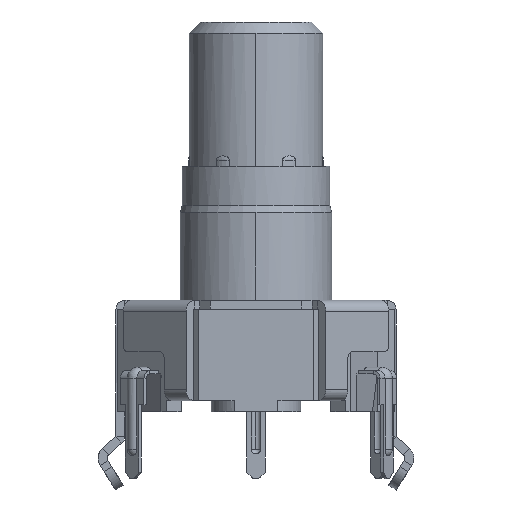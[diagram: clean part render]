
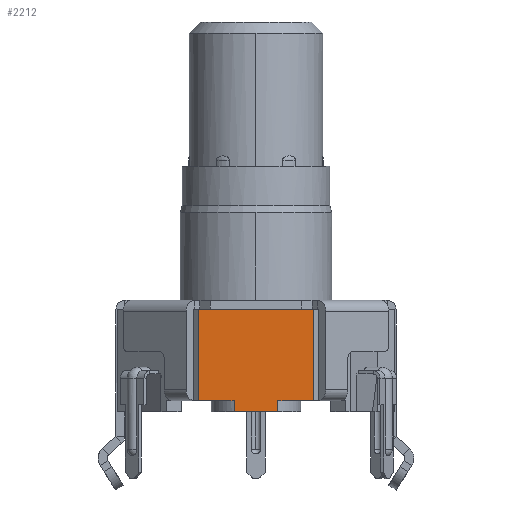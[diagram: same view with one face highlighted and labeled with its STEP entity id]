
A CAD part, front view. The second image highlights one B-rep face of the part: STEP entity #2212.
In plain terms, the highlighted planar face has unit normal (0, -1, 0).
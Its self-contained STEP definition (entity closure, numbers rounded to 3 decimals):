
#2132 = EDGE_CURVE ( 'NONE', #2168, #2133, #10557, .T. ) ;
#2133 = VERTEX_POINT ( 'NONE', #10606 ) ;
#2155 = VERTEX_POINT ( 'NONE', #10664 ) ;
#2157 = EDGE_CURVE ( 'NONE', #2155, #2158, #10659, .T. ) ;
#2158 = VERTEX_POINT ( 'NONE', #10655 ) ;
#2167 = EDGE_CURVE ( 'NONE', #2158, #2168, #10689, .T. ) ;
#2168 = VERTEX_POINT ( 'NONE', #10685 ) ;
#2212 = ADVANCED_FACE ( 'NONE', ( #10781 ), #10808, .F. ) ;
#2213 = EDGE_LOOP ( 'NONE', ( #2214, #2218, #2221, #2224, #2287, #2288, #2289, #2290 ) ) ;
#2214 = ORIENTED_EDGE ( 'NONE', *, *, #2215, .F. ) ;
#2215 = EDGE_CURVE ( 'NONE', #2216, #2217, #10870, .T. ) ;
#2216 = VERTEX_POINT ( 'NONE', #10866 ) ;
#2217 = VERTEX_POINT ( 'NONE', #10865 ) ;
#2218 = ORIENTED_EDGE ( 'NONE', *, *, #2219, .F. ) ;
#2219 = EDGE_CURVE ( 'NONE', #2220, #2216, #10864, .T. ) ;
#2220 = VERTEX_POINT ( 'NONE', #10860 ) ;
#2221 = ORIENTED_EDGE ( 'NONE', *, *, #2222, .F. ) ;
#2222 = EDGE_CURVE ( 'NONE', #2223, #2220, #10859, .T. ) ;
#2223 = VERTEX_POINT ( 'NONE', #10855 ) ;
#2224 = ORIENTED_EDGE ( 'NONE', *, *, #2225, .F. ) ;
#2225 = EDGE_CURVE ( 'NONE', #2133, #2223, #10853, .T. ) ;
#2287 = ORIENTED_EDGE ( 'NONE', *, *, #2132, .F. ) ;
#2288 = ORIENTED_EDGE ( 'NONE', *, *, #2167, .F. ) ;
#2289 = ORIENTED_EDGE ( 'NONE', *, *, #2157, .F. ) ;
#2290 = ORIENTED_EDGE ( 'NONE', *, *, #2291, .F. ) ;
#2291 = EDGE_CURVE ( 'NONE', #2217, #2155, #10973, .T. ) ;
#10556 = CARTESIAN_POINT ( 'NONE',  ( -2.565, -5.85, -4.6 ) ) ;
#10557 = LINE ( 'NONE', #10556, #10608 ) ;
#10584 = DIRECTION ( 'NONE',  ( 0., 1., 0. ) ) ;
#10606 = CARTESIAN_POINT ( 'NONE',  ( -2.565, -5.85, -0.5 ) ) ;
#10607 = DIRECTION ( 'NONE',  ( 0., 0., 1. ) ) ;
#10608 = VECTOR ( 'NONE', #10607, 1000. ) ;
#10655 = CARTESIAN_POINT ( 'NONE',  ( 2.565, -5.85, -4.6 ) ) ;
#10656 = DIRECTION ( 'NONE',  ( 0., 0., -1. ) ) ;
#10657 = VECTOR ( 'NONE', #10656, 1000. ) ;
#10658 = CARTESIAN_POINT ( 'NONE',  ( 2.565, -5.85, -4.6 ) ) ;
#10659 = LINE ( 'NONE', #10658, #10657 ) ;
#10664 = CARTESIAN_POINT ( 'NONE',  ( 2.565, -5.85, -0.5 ) ) ;
#10685 = CARTESIAN_POINT ( 'NONE',  ( -2.565, -5.85, -4.6 ) ) ;
#10686 = DIRECTION ( 'NONE',  ( -1., 0., 0. ) ) ;
#10687 = VECTOR ( 'NONE', #10686, 1000. ) ;
#10688 = CARTESIAN_POINT ( 'NONE',  ( -2.565, -5.85, -4.6 ) ) ;
#10689 = LINE ( 'NONE', #10688, #10687 ) ;
#10781 = FACE_OUTER_BOUND ( 'NONE', #2213, .T. ) ;
#10805 = CARTESIAN_POINT ( 'NONE',  ( -2.565, -5.85, -4.6 ) ) ;
#10806 = AXIS2_PLACEMENT_3D ( 'NONE', #10805, #10584, #10871 ) ;
#10808 = PLANE ( 'NONE',  #10806 ) ;
#10850 = DIRECTION ( 'NONE',  ( 1., 0., 0. ) ) ;
#10851 = VECTOR ( 'NONE', #10850, 1000. ) ;
#10852 = CARTESIAN_POINT ( 'NONE',  ( -2.565, -5.85, -0.5 ) ) ;
#10853 = LINE ( 'NONE', #10852, #10851 ) ;
#10855 = CARTESIAN_POINT ( 'NONE',  ( -0.985, -5.85, -0.5 ) ) ;
#10856 = DIRECTION ( 'NONE',  ( 0., 0., 1. ) ) ;
#10857 = VECTOR ( 'NONE', #10856, 1000. ) ;
#10858 = CARTESIAN_POINT ( 'NONE',  ( -0.985, -5.85, -4.6 ) ) ;
#10859 = LINE ( 'NONE', #10858, #10857 ) ;
#10860 = CARTESIAN_POINT ( 'NONE',  ( -0.985, -5.85, 0. ) ) ;
#10861 = DIRECTION ( 'NONE',  ( 1., 0., 0. ) ) ;
#10862 = VECTOR ( 'NONE', #10861, 1000. ) ;
#10863 = CARTESIAN_POINT ( 'NONE',  ( 0., -5.85, 0. ) ) ;
#10864 = LINE ( 'NONE', #10863, #10862 ) ;
#10865 = CARTESIAN_POINT ( 'NONE',  ( 0.985, -5.85, -0.5 ) ) ;
#10866 = CARTESIAN_POINT ( 'NONE',  ( 0.985, -5.85, 0. ) ) ;
#10867 = DIRECTION ( 'NONE',  ( 0., 0., -1. ) ) ;
#10868 = VECTOR ( 'NONE', #10867, 1000. ) ;
#10869 = CARTESIAN_POINT ( 'NONE',  ( 0.985, -5.85, -4.6 ) ) ;
#10870 = LINE ( 'NONE', #10869, #10868 ) ;
#10871 = DIRECTION ( 'NONE',  ( 0., 0., 1. ) ) ;
#10970 = DIRECTION ( 'NONE',  ( 1., 0., 0. ) ) ;
#10971 = VECTOR ( 'NONE', #10970, 1000. ) ;
#10972 = CARTESIAN_POINT ( 'NONE',  ( -2.565, -5.85, -0.5 ) ) ;
#10973 = LINE ( 'NONE', #10972, #10971 ) ;
